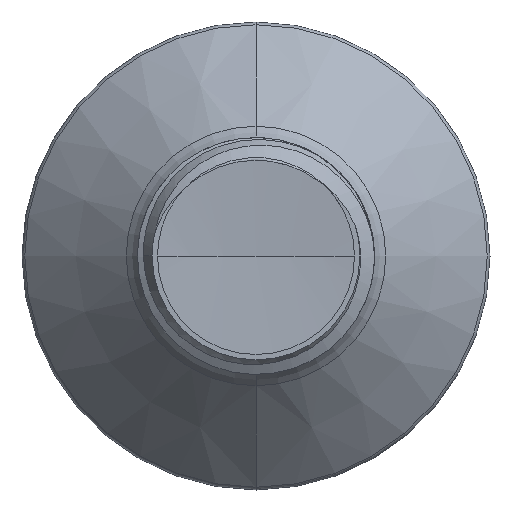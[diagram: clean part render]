
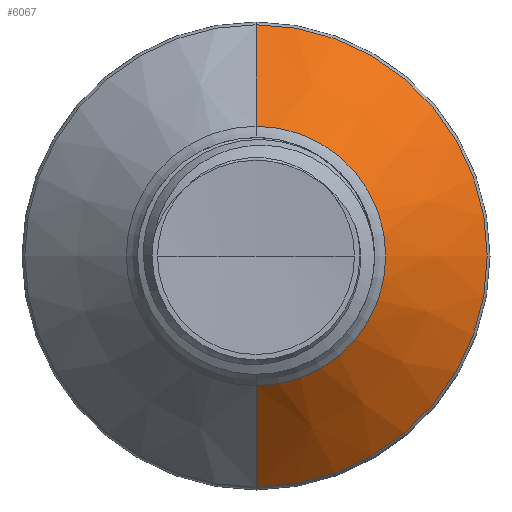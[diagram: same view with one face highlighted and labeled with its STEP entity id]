
A CAD part, front view. The second image highlights one B-rep face of the part: STEP entity #6067.
In plain terms, the highlighted conical face has half-angle 45 degrees and reference radius 4.381 mm.
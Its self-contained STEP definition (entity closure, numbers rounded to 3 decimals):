
#269 = CIRCLE ( 'NONE', #10596, 4.381 ) ;
#1077 = CONICAL_SURFACE ( 'NONE', #3531, 4.381, 0.785 ) ;
#1414 = EDGE_CURVE ( 'NONE', #1494, #11824, #269, .T. ) ;
#1417 = EDGE_CURVE ( 'NONE', #11824, #11687, #6804, .T. ) ;
#1439 = EDGE_CURVE ( 'NONE', #2111, #11687, #11912, .T. ) ;
#1441 = EDGE_CURVE ( 'NONE', #1494, #2111, #3207, .T. ) ;
#1494 = VERTEX_POINT ( 'NONE', #7809 ) ;
#1638 = CARTESIAN_POINT ( 'NONE',  ( 0., 6.058, 0. ) ) ;
#2111 = VERTEX_POINT ( 'NONE', #11066 ) ;
#2959 = DIRECTION ( 'NONE',  ( 0., 1., 0. ) ) ;
#3207 = LINE ( 'NONE', #7709, #11648 ) ;
#3531 = AXIS2_PLACEMENT_3D ( 'NONE', #1638, #2959, #12617 ) ;
#4757 = ORIENTED_EDGE ( 'NONE', *, *, #1439, .F. ) ;
#6067 = ADVANCED_FACE ( 'NONE', ( #8070 ), #1077, .T. ) ;
#6255 = CARTESIAN_POINT ( 'NONE',  ( 0., 6.058, -4.381 ) ) ;
#6299 = CARTESIAN_POINT ( 'NONE',  ( 0., 9.485, -7.807 ) ) ;
#6380 = VECTOR ( 'NONE', #7939, 1000. ) ;
#6804 = LINE ( 'NONE', #7799, #6380 ) ;
#7651 = DIRECTION ( 'NONE',  ( 0., 0., 1. ) ) ;
#7672 = DIRECTION ( 'NONE',  ( 0., 1., 0. ) ) ;
#7690 = CARTESIAN_POINT ( 'NONE',  ( 0., 9.485, 0. ) ) ;
#7709 = CARTESIAN_POINT ( 'NONE',  ( 0., 6.058, 4.381 ) ) ;
#7744 = DIRECTION ( 'NONE',  ( 0., 0.707, 0.707 ) ) ;
#7780 = DIRECTION ( 'NONE',  ( 0., 0., 1. ) ) ;
#7783 = DIRECTION ( 'NONE',  ( 0., 1., 0. ) ) ;
#7794 = CARTESIAN_POINT ( 'NONE',  ( 0., 6.058, 0. ) ) ;
#7799 = CARTESIAN_POINT ( 'NONE',  ( 0., 6.058, -4.381 ) ) ;
#7809 = CARTESIAN_POINT ( 'NONE',  ( 0., 6.058, 4.381 ) ) ;
#7890 = EDGE_LOOP ( 'NONE', ( #12910, #8002, #4757, #12654 ) ) ;
#7939 = DIRECTION ( 'NONE',  ( 0., 0.707, -0.707 ) ) ;
#8002 = ORIENTED_EDGE ( 'NONE', *, *, #1417, .T. ) ;
#8070 = FACE_OUTER_BOUND ( 'NONE', #7890, .T. ) ;
#10596 = AXIS2_PLACEMENT_3D ( 'NONE', #7794, #7783, #7780 ) ;
#11066 = CARTESIAN_POINT ( 'NONE',  ( 0., 9.485, 7.807 ) ) ;
#11150 = AXIS2_PLACEMENT_3D ( 'NONE', #7690, #7672, #7651 ) ;
#11648 = VECTOR ( 'NONE', #7744, 1000. ) ;
#11687 = VERTEX_POINT ( 'NONE', #6299 ) ;
#11824 = VERTEX_POINT ( 'NONE', #6255 ) ;
#11912 = CIRCLE ( 'NONE', #11150, 7.807 ) ;
#12617 = DIRECTION ( 'NONE',  ( 0., 0., 1. ) ) ;
#12654 = ORIENTED_EDGE ( 'NONE', *, *, #1441, .F. ) ;
#12910 = ORIENTED_EDGE ( 'NONE', *, *, #1414, .T. ) ;
